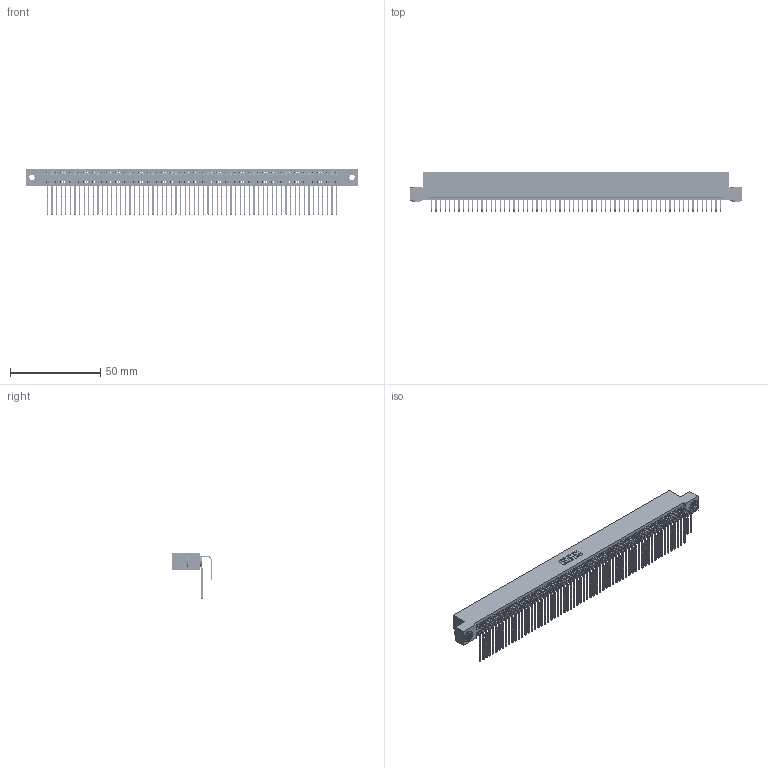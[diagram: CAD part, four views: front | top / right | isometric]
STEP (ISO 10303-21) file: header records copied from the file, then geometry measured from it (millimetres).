
FILE_DESCRIPTION (( 'STEP AP203' ), '1' );
FILE_NAME ('395-128-558-203.STEP', '2018-12-04T13:28:44', ( '' ), ( '' ), 'SwSTEP 2.0', 'SolidWorks 2016', '' );
FILE_SCHEMA (( 'CONFIG_CONTROL_DESIGN' ));
Length unit declared in the file: inch
Products named in the file (5): 345-292-001_558 Tail - 2; 345-292-001_558 559 Tail - 1; 345-250-002_345-250-002-102; 395-128-558-203; 345 Part_Flush Mounting Lugs - 0.156 Dia-TH
Assembly tree (131 placements, depth 2):
  395-128-558-203
    345 Part_Flush Mounting Lugs - 0.156 Dia-TH
    345-292-001_558 559 Tail - 1  x64
    345-292-001_558 Tail - 2  x64
    345-250-002_345-250-002-102  x2
Bounding box: 183.77 x 21.83 x 25.53 mm (x, y, z)
Volume: 18813.5 mm3; surface area: 31912.7 mm2
Topology: 131 solids, 131 shells, 6820 faces, 20257 edges, 13330 vertices
Faces by surface type: plane 4570, cylinder 2242, cone 8
Entity records: 49556 total; most frequent: CARTESIAN_POINT 8306, ORIENTED_EDGE 8182, DIRECTION 7301, EDGE_CURVE 4091, VECTOR 3639, LINE 3639, VERTEX_POINT 2722, AXIS2_PLACEMENT_3D 1831
